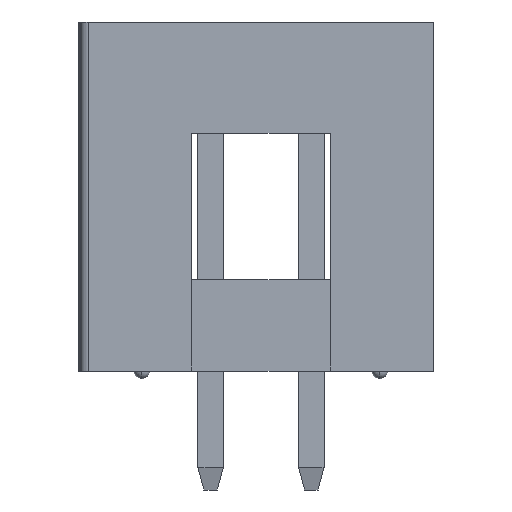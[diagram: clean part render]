
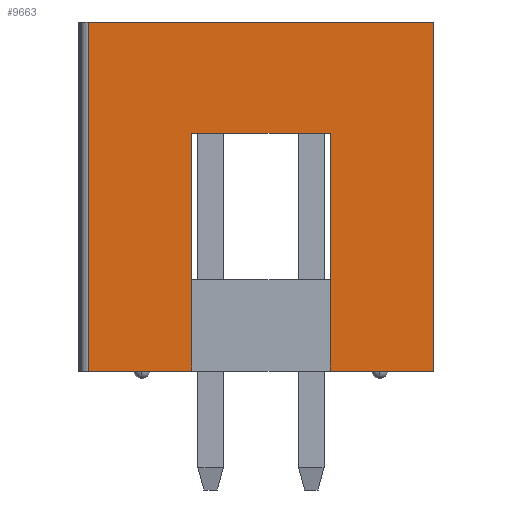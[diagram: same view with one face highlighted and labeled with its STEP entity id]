
A CAD part, left-side view. The second image highlights one B-rep face of the part: STEP entity #9663.
In plain terms, the highlighted planar face has unit normal (-1, 0, 0).
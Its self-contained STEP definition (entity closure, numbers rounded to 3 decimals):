
#308 = EDGE_CURVE ( 'NONE', #1336, #4695, #6272, .T. ) ;
#345 = LINE ( 'NONE', #9731, #1805 ) ;
#446 = VECTOR ( 'NONE', #8719, 1000. ) ;
#464 = CARTESIAN_POINT ( 'NONE',  ( -16.525, -4.35, 0. ) ) ;
#542 = VERTEX_POINT ( 'NONE', #5709 ) ;
#689 = VERTEX_POINT ( 'NONE', #8528 ) ;
#712 = CARTESIAN_POINT ( 'NONE',  ( -16.525, -4.35, 8.8 ) ) ;
#725 = EDGE_CURVE ( 'NONE', #1336, #542, #345, .T. ) ;
#765 = ORIENTED_EDGE ( 'NONE', *, *, #6099, .F. ) ;
#948 = LINE ( 'NONE', #7061, #446 ) ;
#1083 = CARTESIAN_POINT ( 'NONE',  ( -16.525, 1.75, 6. ) ) ;
#1318 = CARTESIAN_POINT ( 'NONE',  ( -16.525, -4.35, 0. ) ) ;
#1336 = VERTEX_POINT ( 'NONE', #9632 ) ;
#1581 = LINE ( 'NONE', #6494, #6264 ) ;
#1672 = CARTESIAN_POINT ( 'NONE',  ( -16.525, 1.75, 0. ) ) ;
#1805 = VECTOR ( 'NONE', #4754, 1000. ) ;
#1851 = LINE ( 'NONE', #1083, #5464 ) ;
#2286 = LINE ( 'NONE', #10838, #7155 ) ;
#2475 = VECTOR ( 'NONE', #5375, 1000. ) ;
#2550 = CARTESIAN_POINT ( 'NONE',  ( -16.525, -1.75, 6. ) ) ;
#2786 = DIRECTION ( 'NONE',  ( 0., 1., 0. ) ) ;
#2918 = LINE ( 'NONE', #1318, #7489 ) ;
#3002 = VERTEX_POINT ( 'NONE', #464 ) ;
#3608 = CARTESIAN_POINT ( 'NONE',  ( -16.525, 1.75, 6. ) ) ;
#3903 = EDGE_CURVE ( 'NONE', #8161, #10476, #5216, .T. ) ;
#3918 = EDGE_CURVE ( 'NONE', #9393, #8161, #1851, .T. ) ;
#3945 = ORIENTED_EDGE ( 'NONE', *, *, #6736, .T. ) ;
#4077 = DIRECTION ( 'NONE',  ( 1., 0., 0. ) ) ;
#4695 = VERTEX_POINT ( 'NONE', #6244 ) ;
#4754 = DIRECTION ( 'NONE',  ( 0., -1., 0. ) ) ;
#4900 = FACE_OUTER_BOUND ( 'NONE', #5381, .T. ) ;
#4948 = DIRECTION ( 'NONE',  ( 0., -1., 0. ) ) ;
#5216 = LINE ( 'NONE', #3608, #2475 ) ;
#5336 = CARTESIAN_POINT ( 'NONE',  ( -16.525, 4.35, 8.8 ) ) ;
#5375 = DIRECTION ( 'NONE',  ( 0., 0., -1. ) ) ;
#5381 = EDGE_LOOP ( 'NONE', ( #8489, #7948, #7851, #8201, #3945, #765, #9264, #8283 ) ) ;
#5464 = VECTOR ( 'NONE', #2786, 1000. ) ;
#5495 = VECTOR ( 'NONE', #9530, 1000. ) ;
#5709 = CARTESIAN_POINT ( 'NONE',  ( -16.525, -4.35, 8.8 ) ) ;
#6099 = EDGE_CURVE ( 'NONE', #542, #3002, #948, .T. ) ;
#6244 = CARTESIAN_POINT ( 'NONE',  ( -16.525, 4.35, 0. ) ) ;
#6245 = EDGE_CURVE ( 'NONE', #4695, #10476, #2918, .T. ) ;
#6264 = VECTOR ( 'NONE', #4948, 1000. ) ;
#6272 = LINE ( 'NONE', #5336, #5495 ) ;
#6494 = CARTESIAN_POINT ( 'NONE',  ( -16.525, -4.35, 0. ) ) ;
#6736 = EDGE_CURVE ( 'NONE', #689, #3002, #1581, .T. ) ;
#6885 = AXIS2_PLACEMENT_3D ( 'NONE', #712, #4077, #9982 ) ;
#7061 = CARTESIAN_POINT ( 'NONE',  ( -16.525, -4.35, 8.8 ) ) ;
#7132 = EDGE_CURVE ( 'NONE', #9393, #689, #2286, .T. ) ;
#7155 = VECTOR ( 'NONE', #10670, 1000. ) ;
#7489 = VECTOR ( 'NONE', #9819, 1000. ) ;
#7622 = CARTESIAN_POINT ( 'NONE',  ( -16.525, 1.75, 6. ) ) ;
#7851 = ORIENTED_EDGE ( 'NONE', *, *, #3918, .F. ) ;
#7948 = ORIENTED_EDGE ( 'NONE', *, *, #3903, .F. ) ;
#8161 = VERTEX_POINT ( 'NONE', #7622 ) ;
#8201 = ORIENTED_EDGE ( 'NONE', *, *, #7132, .T. ) ;
#8275 = PLANE ( 'NONE',  #6885 ) ;
#8283 = ORIENTED_EDGE ( 'NONE', *, *, #308, .T. ) ;
#8489 = ORIENTED_EDGE ( 'NONE', *, *, #6245, .T. ) ;
#8528 = CARTESIAN_POINT ( 'NONE',  ( -16.525, -1.75, 0. ) ) ;
#8719 = DIRECTION ( 'NONE',  ( 0., 0., -1. ) ) ;
#9264 = ORIENTED_EDGE ( 'NONE', *, *, #725, .F. ) ;
#9393 = VERTEX_POINT ( 'NONE', #2550 ) ;
#9530 = DIRECTION ( 'NONE',  ( 0., 0., -1. ) ) ;
#9632 = CARTESIAN_POINT ( 'NONE',  ( -16.525, 4.35, 8.8 ) ) ;
#9663 = ADVANCED_FACE ( 'NONE', ( #4900 ), #8275, .F. ) ;
#9731 = CARTESIAN_POINT ( 'NONE',  ( -16.525, -4.35, 8.8 ) ) ;
#9819 = DIRECTION ( 'NONE',  ( 0., -1., 0. ) ) ;
#9982 = DIRECTION ( 'NONE',  ( 0., 0., -1. ) ) ;
#10476 = VERTEX_POINT ( 'NONE', #1672 ) ;
#10670 = DIRECTION ( 'NONE',  ( 0., 0., -1. ) ) ;
#10838 = CARTESIAN_POINT ( 'NONE',  ( -16.525, -1.75, 6. ) ) ;
